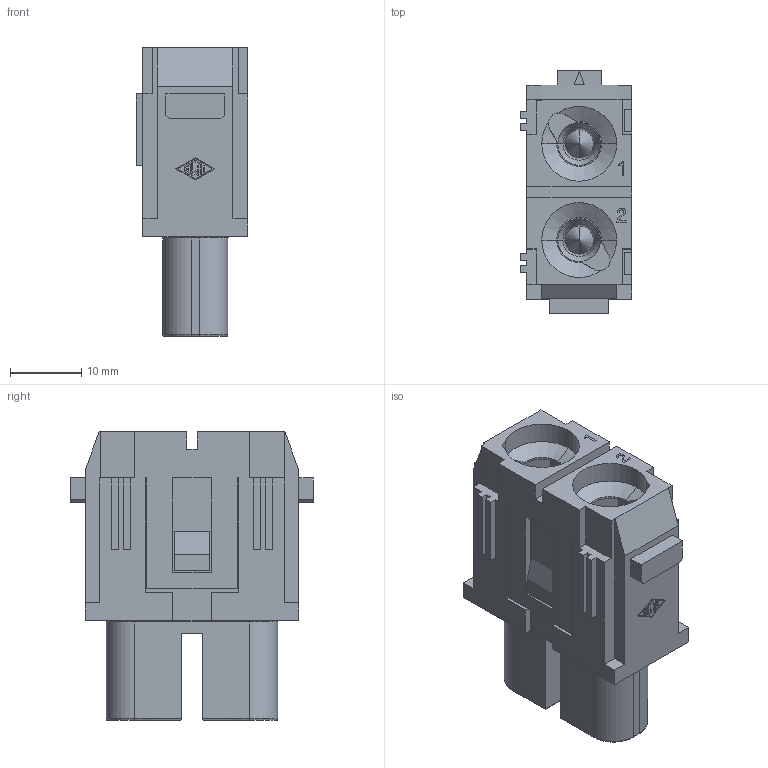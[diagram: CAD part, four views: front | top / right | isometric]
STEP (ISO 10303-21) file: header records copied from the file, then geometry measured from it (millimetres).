
FILE_DESCRIPTION(('CoCreate Modeling STEP Export'),'2;1');
FILE_NAME('CX 02 4AF.stp','2009-04-02T14:19:48',(''),(''),'CoCreate Modeling STEP processor for AP214 (Solid Model)','CoCreate Modeling 16.00A 16-Aug-2008 (C) Parametric Technology GmbH','');
FILE_SCHEMA(('AUTOMOTIVE_DESIGN { 1 0 10303 214 1 1 1 1 }'));
Length unit declared in the file: millimetre
Products named in the file (2): CX_02_4AF
Assembly tree (1 placements, depth 2):
  CX_02_4AF
    CX_02_4AF
Bounding box: 15.6 x 34 x 40.5 mm (x, y, z)
Volume: 10849 mm3; surface area: 7085.7 mm2
Topology: 1 solids, 6 shells, 580 faces, 1551 edges, 995 vertices
Faces by surface type: plane 400, cylinder 88, cone 54, torus 25, extrusion 9, sphere 4
Entity records: 21700 total; most frequent: CARTESIAN_POINT 4740, ORIENTED_EDGE 3086, DIRECTION 2442, EDGE_CURVE 1543, VECTOR 1174, LINE 1165, VERTEX_POINT 995, AXIS2_PLACEMENT_3D 634
